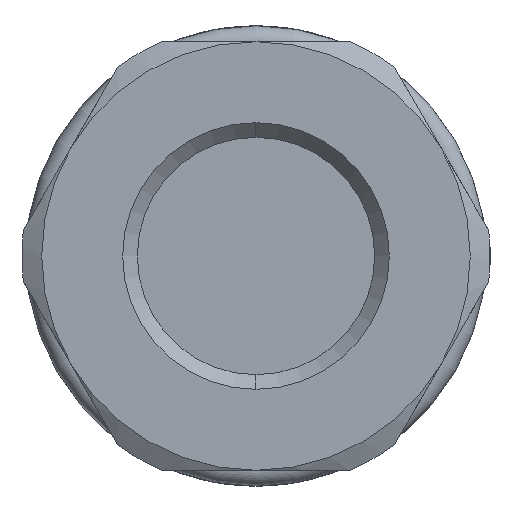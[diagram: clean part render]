
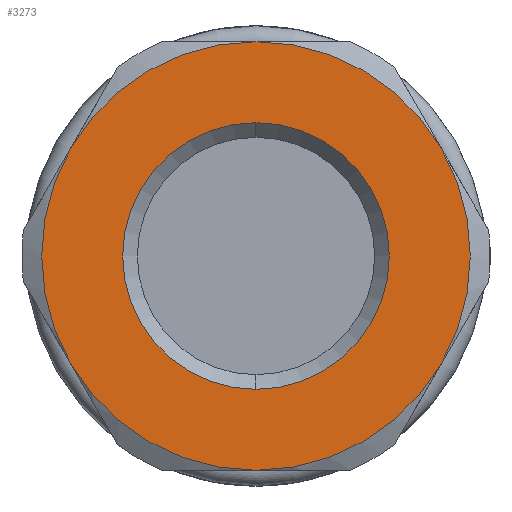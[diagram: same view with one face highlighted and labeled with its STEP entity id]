
A CAD part, left-side view. The second image highlights one B-rep face of the part: STEP entity #3273.
In plain terms, the highlighted planar face has unit normal (-1, 0, 0).
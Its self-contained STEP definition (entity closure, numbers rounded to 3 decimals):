
#147 = VERTEX_POINT ( 'NONE', #619 ) ;
#151 = VERTEX_POINT ( 'NONE', #630 ) ;
#187 = VERTEX_POINT ( 'NONE', #599 ) ;
#202 = VERTEX_POINT ( 'NONE', #561 ) ;
#207 = VERTEX_POINT ( 'NONE', #564 ) ;
#217 = VERTEX_POINT ( 'NONE', #355 ) ;
#218 = VERTEX_POINT ( 'NONE', #343 ) ;
#221 = VERTEX_POINT ( 'NONE', #336 ) ;
#336 = CARTESIAN_POINT ( 'NONE',  ( -45.65, -11.691, -6.75 ) ) ;
#343 = CARTESIAN_POINT ( 'NONE',  ( -45.65, -11.691, 6.75 ) ) ;
#355 = CARTESIAN_POINT ( 'NONE',  ( -45.65, 0., 13.5 ) ) ;
#561 = CARTESIAN_POINT ( 'NONE',  ( -45.65, 0., -13.5 ) ) ;
#564 = CARTESIAN_POINT ( 'NONE',  ( -45.65, 11.691, 6.75 ) ) ;
#599 = CARTESIAN_POINT ( 'NONE',  ( -45.65, 11.691, -6.75 ) ) ;
#619 = CARTESIAN_POINT ( 'NONE',  ( -45.65, 0., -8.4 ) ) ;
#630 = CARTESIAN_POINT ( 'NONE',  ( -45.65, 0., 8.4 ) ) ;
#1194 = CIRCLE ( 'NONE', #3080, 8.4 ) ;
#1333 = AXIS2_PLACEMENT_3D ( 'NONE', #1808, #1811, #1810 ) ;
#1415 = CIRCLE ( 'NONE', #3153, 8.4 ) ;
#1416 = CIRCLE ( 'NONE', #3157, 13.5 ) ;
#1417 = CIRCLE ( 'NONE', #3173, 13.5 ) ;
#1418 = CIRCLE ( 'NONE', #2713, 13.5 ) ;
#1419 = CIRCLE ( 'NONE', #2691, 13.5 ) ;
#1420 = CIRCLE ( 'NONE', #3159, 13.5 ) ;
#1421 = CIRCLE ( 'NONE', #3168, 13.5 ) ;
#1565 = FACE_OUTER_BOUND ( 'NONE', #3415, .T. ) ;
#1566 = FACE_BOUND ( 'NONE', #3418, .T. ) ;
#1797 = PLANE ( 'NONE',  #1333 ) ;
#1808 = CARTESIAN_POINT ( 'NONE',  ( -45.65, 13.5, 0. ) ) ;
#1810 = DIRECTION ( 'NONE',  ( 0., 0., 1. ) ) ;
#1811 = DIRECTION ( 'NONE',  ( -1., 0., 0. ) ) ;
#1868 = DIRECTION ( 'NONE',  ( 0., 0., 1. ) ) ;
#1869 = DIRECTION ( 'NONE',  ( -1., 0., 0. ) ) ;
#1870 = CARTESIAN_POINT ( 'NONE',  ( -45.65, 0., 0. ) ) ;
#2487 = ORIENTED_EDGE ( 'NONE', *, *, #2994, .F. ) ;
#2495 = ORIENTED_EDGE ( 'NONE', *, *, #2804, .F. ) ;
#2512 = ORIENTED_EDGE ( 'NONE', *, *, #2996, .F. ) ;
#2513 = ORIENTED_EDGE ( 'NONE', *, *, #2990, .F. ) ;
#2520 = ORIENTED_EDGE ( 'NONE', *, *, #2993, .F. ) ;
#2547 = ORIENTED_EDGE ( 'NONE', *, *, #2991, .F. ) ;
#2586 = ORIENTED_EDGE ( 'NONE', *, *, #2995, .F. ) ;
#2607 = ORIENTED_EDGE ( 'NONE', *, *, #2992, .F. ) ;
#2691 = AXIS2_PLACEMENT_3D ( 'NONE', #3625, #3633, #3632 ) ;
#2713 = AXIS2_PLACEMENT_3D ( 'NONE', #3587, #3626, #3611 ) ;
#2804 = EDGE_CURVE ( 'NONE', #147, #151, #1194, .T. ) ;
#2990 = EDGE_CURVE ( 'NONE', #151, #147, #1415, .T. ) ;
#2991 = EDGE_CURVE ( 'NONE', #202, #187, #1416, .T. ) ;
#2992 = EDGE_CURVE ( 'NONE', #221, #202, #1417, .T. ) ;
#2993 = EDGE_CURVE ( 'NONE', #218, #221, #1418, .T. ) ;
#2994 = EDGE_CURVE ( 'NONE', #217, #218, #1419, .T. ) ;
#2995 = EDGE_CURVE ( 'NONE', #207, #217, #1420, .T. ) ;
#2996 = EDGE_CURVE ( 'NONE', #187, #207, #1421, .T. ) ;
#3080 = AXIS2_PLACEMENT_3D ( 'NONE', #1870, #1869, #1868 ) ;
#3153 = AXIS2_PLACEMENT_3D ( 'NONE', #3594, #3589, #3612 ) ;
#3157 = AXIS2_PLACEMENT_3D ( 'NONE', #3613, #3614, #3615 ) ;
#3159 = AXIS2_PLACEMENT_3D ( 'NONE', #3631, #3698, #3627 ) ;
#3168 = AXIS2_PLACEMENT_3D ( 'NONE', #3646, #3716, #3715 ) ;
#3173 = AXIS2_PLACEMENT_3D ( 'NONE', #3616, #3618, #3617 ) ;
#3273 = ADVANCED_FACE ( 'NONE', ( #1565, #1566 ), #1797, .T. ) ;
#3415 = EDGE_LOOP ( 'NONE', ( #2547, #2607, #2520, #2487, #2586, #2512 ) ) ;
#3418 = EDGE_LOOP ( 'NONE', ( #2513, #2495 ) ) ;
#3587 = CARTESIAN_POINT ( 'NONE',  ( -45.65, 0., 0. ) ) ;
#3589 = DIRECTION ( 'NONE',  ( -1., 0., 0. ) ) ;
#3594 = CARTESIAN_POINT ( 'NONE',  ( -45.65, 0., 0. ) ) ;
#3611 = DIRECTION ( 'NONE',  ( 0., 0., -1. ) ) ;
#3612 = DIRECTION ( 'NONE',  ( 0., 0., 1. ) ) ;
#3613 = CARTESIAN_POINT ( 'NONE',  ( -45.65, 0., 0. ) ) ;
#3614 = DIRECTION ( 'NONE',  ( 1., 0., 0. ) ) ;
#3615 = DIRECTION ( 'NONE',  ( 0., 0., -1. ) ) ;
#3616 = CARTESIAN_POINT ( 'NONE',  ( -45.65, 0., 0. ) ) ;
#3617 = DIRECTION ( 'NONE',  ( 0., 0., -1. ) ) ;
#3618 = DIRECTION ( 'NONE',  ( 1., 0., 0. ) ) ;
#3625 = CARTESIAN_POINT ( 'NONE',  ( -45.65, 0., 0. ) ) ;
#3626 = DIRECTION ( 'NONE',  ( 1., 0., 0. ) ) ;
#3627 = DIRECTION ( 'NONE',  ( 0., 0., -1. ) ) ;
#3631 = CARTESIAN_POINT ( 'NONE',  ( -45.65, 0., 0. ) ) ;
#3632 = DIRECTION ( 'NONE',  ( 0., 0., -1. ) ) ;
#3633 = DIRECTION ( 'NONE',  ( 1., 0., 0. ) ) ;
#3646 = CARTESIAN_POINT ( 'NONE',  ( -45.65, 0., 0. ) ) ;
#3698 = DIRECTION ( 'NONE',  ( 1., 0., 0. ) ) ;
#3715 = DIRECTION ( 'NONE',  ( 0., 0., -1. ) ) ;
#3716 = DIRECTION ( 'NONE',  ( 1., 0., 0. ) ) ;
